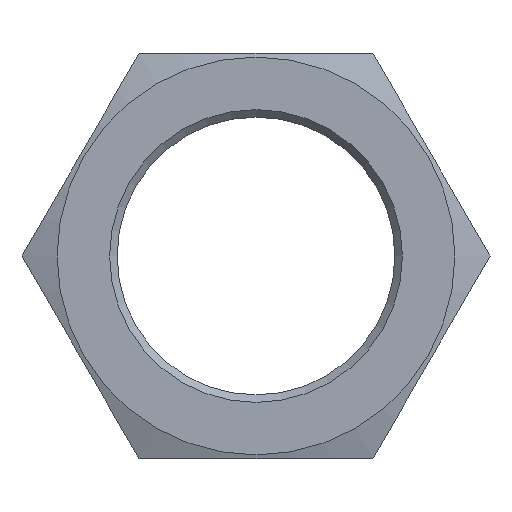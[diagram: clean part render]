
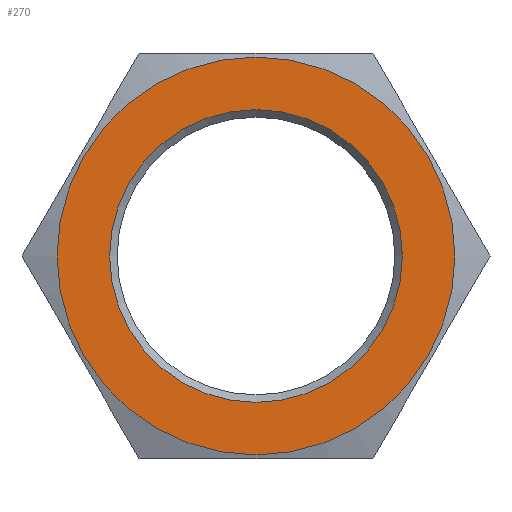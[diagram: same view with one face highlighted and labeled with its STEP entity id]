
A CAD part, left-side view. The second image highlights one B-rep face of the part: STEP entity #270.
In plain terms, the highlighted planar face has unit normal (-1, 0, 0).
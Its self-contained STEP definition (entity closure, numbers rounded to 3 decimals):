
#30=FACE_BOUND('',#72,.T.);
#36=PLANE('',#317);
#53=FACE_OUTER_BOUND('',#71,.T.);
#71=EDGE_LOOP('',(#232));
#72=EDGE_LOOP('',(#233));
#109=CIRCLE('',#307,13.25);
#110=CIRCLE('',#312,9.75);
#135=VERTEX_POINT('',#471);
#136=VERTEX_POINT('',#482);
#163=EDGE_CURVE('',#135,#135,#109,.T.);
#168=EDGE_CURVE('',#136,#136,#110,.T.);
#232=ORIENTED_EDGE('',*,*,#163,.T.);
#233=ORIENTED_EDGE('',*,*,#168,.F.);
#270=ADVANCED_FACE('',(#53,#30),#36,.T.);
#307=AXIS2_PLACEMENT_3D('',#473,#354,#355);
#312=AXIS2_PLACEMENT_3D('',#483,#368,#369);
#317=AXIS2_PLACEMENT_3D('',#493,#380,#381);
#354=DIRECTION('center_axis',(-1.,0.,0.));
#355=DIRECTION('ref_axis',(0.,1.,0.));
#368=DIRECTION('center_axis',(-1.,0.,0.));
#369=DIRECTION('ref_axis',(0.,0.,-1.));
#380=DIRECTION('center_axis',(-1.,0.,0.));
#381=DIRECTION('ref_axis',(0.,0.,1.));
#471=CARTESIAN_POINT('',(-14.5,-13.25,0.));
#473=CARTESIAN_POINT('Origin',(-14.5,0.,0.));
#482=CARTESIAN_POINT('',(-14.5,0.,9.75));
#483=CARTESIAN_POINT('Origin',(-14.5,0.,0.));
#493=CARTESIAN_POINT('Origin',(-14.5,0.,0.));
